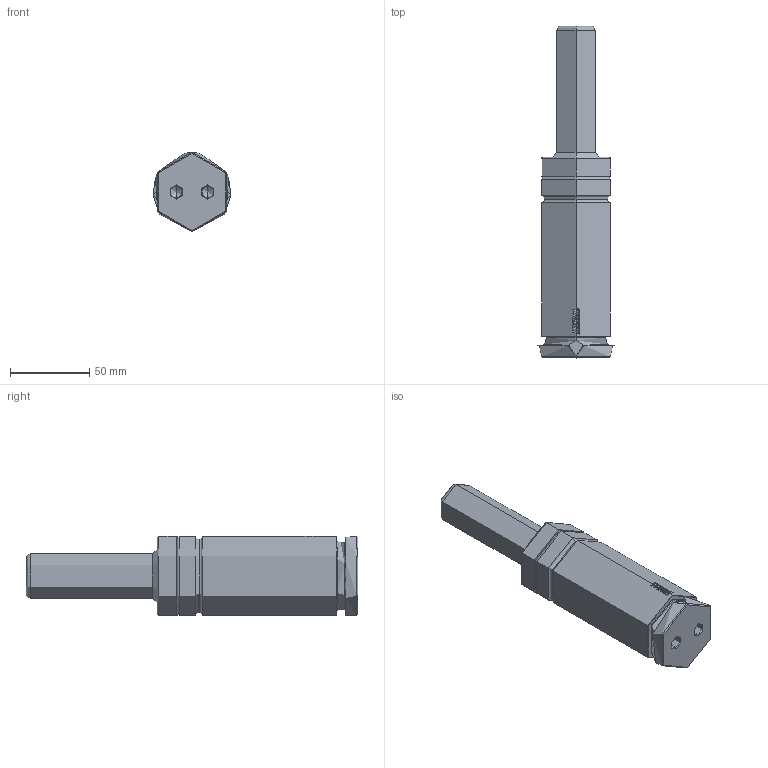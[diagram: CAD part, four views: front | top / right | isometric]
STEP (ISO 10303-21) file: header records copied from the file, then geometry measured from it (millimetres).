
FILE_DESCRIPTION (( 'STEP AP214' ), '1' );
FILE_NAME ('HS-EX1000-080.STEP', '2019-07-12T13:16:23', ( 'Metrol Springs' ), ( 'Hewlett-Packard Company' ), 'SwSTEP 2.0', 'SolidWorks 2017', '' );
FILE_SCHEMA (( 'AUTOMOTIVE_DESIGN' ));
Length unit declared in the file: millimetre
Products named in the file (3): HS-EX1000 Piston_HS-EX1000-080; HS-EX1000 Body_HS-EX1000-080; HS-EX1000-080
Assembly tree (2 placements, depth 2):
  HS-EX1000-080
    HS-EX1000 Body_HS-EX1000-080
    HS-EX1000 Piston_HS-EX1000-080
Bounding box: 49.28 x 210 x 50.01 mm (x, y, z)
Volume: 190945.3 mm3; surface area: 53038.4 mm2
Topology: 7 solids, 7 shells, 158 faces, 388 edges, 245 vertices
Faces by surface type: cylinder 54, bspline 41, plane 31, cone 19, torus 13
Entity records: 6401 total; most frequent: CARTESIAN_POINT 2877, ORIENTED_EDGE 764, DIRECTION 567, EDGE_CURVE 382, VERTEX_POINT 245, AXIS2_PLACEMENT_3D 210, EDGE_LOOP 169, ADVANCED_FACE 158
